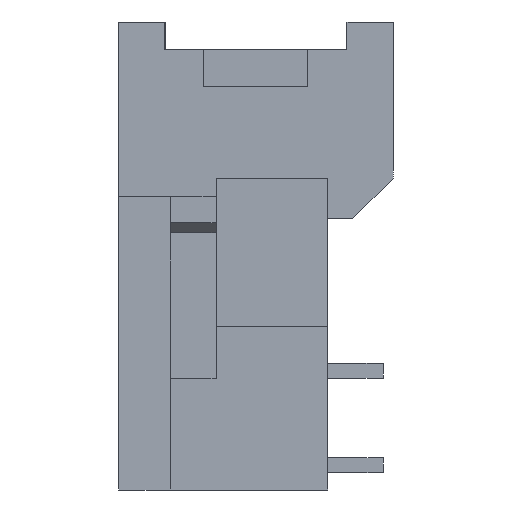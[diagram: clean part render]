
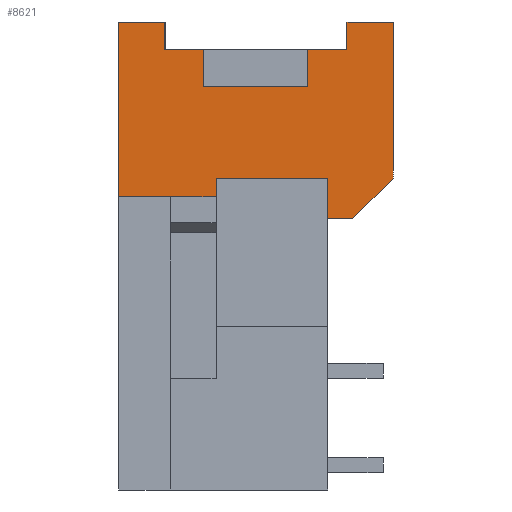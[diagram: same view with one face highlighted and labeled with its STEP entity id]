
A CAD part, left-side view. The second image highlights one B-rep face of the part: STEP entity #8621.
In plain terms, the highlighted planar face has unit normal (-1, 0, 0).
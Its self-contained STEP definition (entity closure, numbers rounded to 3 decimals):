
#1260=DIRECTION('',(0.,-1.,0.));
#1261=VECTOR('',#1260,6.);
#1262=CARTESIAN_POINT('',(-43.75,2.15,-8.4));
#1263=LINE('',#1262,#1261);
#1264=DIRECTION('',(0.,0.,1.));
#1265=VECTOR('',#1264,1.);
#1266=CARTESIAN_POINT('',(-43.75,2.15,-9.4));
#1267=LINE('',#1266,#1265);
#1268=DIRECTION('',(0.,-1.,0.));
#1269=VECTOR('',#1268,5.25);
#1270=CARTESIAN_POINT('',(-43.75,7.4,-9.4));
#1271=LINE('',#1270,#1269);
#1272=DIRECTION('',(0.,0.,-1.));
#1273=VECTOR('',#1272,9.4);
#1274=CARTESIAN_POINT('',(-43.75,7.4,0.));
#1275=LINE('',#1274,#1273);
#1276=DIRECTION('',(0.,1.,0.));
#1277=VECTOR('',#1276,2.5);
#1278=CARTESIAN_POINT('',(-43.75,4.9,0.));
#1279=LINE('',#1278,#1277);
#1280=DIRECTION('',(0.,0.,1.));
#1281=VECTOR('',#1280,1.5);
#1282=CARTESIAN_POINT('',(-43.75,4.9,-1.5));
#1283=LINE('',#1282,#1281);
#1284=DIRECTION('',(0.,1.,0.));
#1285=VECTOR('',#1284,2.1);
#1286=CARTESIAN_POINT('',(-43.75,2.8,-1.5));
#1287=LINE('',#1286,#1285);
#1288=DIRECTION('',(0.,1.,0.));
#1289=VECTOR('',#1288,5.6);
#1290=CARTESIAN_POINT('',(-43.75,-2.8,-3.5));
#1291=LINE('',#1290,#1289);
#1292=DIRECTION('',(0.,0.,-1.));
#1293=VECTOR('',#1292,2.);
#1294=CARTESIAN_POINT('',(-43.75,-2.8,-1.5));
#1295=LINE('',#1294,#1293);
#1296=DIRECTION('',(0.,1.,0.));
#1297=VECTOR('',#1296,2.1);
#1298=CARTESIAN_POINT('',(-43.75,-4.9,-1.5));
#1299=LINE('',#1298,#1297);
#1300=DIRECTION('',(0.,0.,-1.));
#1301=VECTOR('',#1300,1.5);
#1302=CARTESIAN_POINT('',(-43.75,-4.9,0.));
#1303=LINE('',#1302,#1301);
#1304=DIRECTION('',(0.,1.,0.));
#1305=VECTOR('',#1304,2.5);
#1306=CARTESIAN_POINT('',(-43.75,-7.4,0.));
#1307=LINE('',#1306,#1305);
#1308=DIRECTION('',(0.,-0.707,0.707));
#1309=VECTOR('',#1308,3.111);
#1310=CARTESIAN_POINT('',(-43.75,-5.2,-10.6));
#1311=LINE('',#1310,#1309);
#1312=DIRECTION('',(0.,0.,-1.));
#1313=VECTOR('',#1312,2.2);
#1314=CARTESIAN_POINT('',(-43.75,-3.85,-8.4));
#1315=LINE('',#1314,#1313);
#2138=DIRECTION('',(0.,0.,-1.));
#2139=VECTOR('',#2138,8.4);
#2140=CARTESIAN_POINT('',(-43.75,-7.4,0.));
#2141=LINE('',#2140,#2139);
#2218=DIRECTION('',(0.,1.,0.));
#2219=VECTOR('',#2218,1.35);
#2220=CARTESIAN_POINT('',(-43.75,-5.2,-10.6));
#2221=LINE('',#2220,#2219);
#3234=DIRECTION('',(0.,0.,-1.));
#3235=VECTOR('',#3234,2.);
#3236=CARTESIAN_POINT('',(-43.75,2.8,-1.5));
#3237=LINE('',#3236,#3235);
#6264=CARTESIAN_POINT('',(-43.75,2.15,-8.4));
#6265=CARTESIAN_POINT('',(-43.75,-3.85,-8.4));
#6266=VERTEX_POINT('',#6264);
#6267=VERTEX_POINT('',#6265);
#6276=CARTESIAN_POINT('',(-43.75,-5.2,-10.6));
#6277=CARTESIAN_POINT('',(-43.75,-3.85,-10.6));
#6278=VERTEX_POINT('',#6276);
#6279=VERTEX_POINT('',#6277);
#6300=CARTESIAN_POINT('',(-43.75,4.9,0.));
#6302=VERTEX_POINT('',#6300);
#6310=CARTESIAN_POINT('',(-43.75,7.4,0.));
#6311=VERTEX_POINT('',#6310);
#6364=CARTESIAN_POINT('',(-43.75,-7.4,0.));
#6365=VERTEX_POINT('',#6364);
#6366=CARTESIAN_POINT('',(-43.75,-7.4,-8.4));
#6367=VERTEX_POINT('',#6366);
#6368=CARTESIAN_POINT('',(-43.75,-4.9,0.));
#6369=VERTEX_POINT('',#6368);
#6370=CARTESIAN_POINT('',(-43.75,-4.9,-1.5));
#6371=VERTEX_POINT('',#6370);
#6372=CARTESIAN_POINT('',(-43.75,-2.8,-1.5));
#6373=VERTEX_POINT('',#6372);
#6374=CARTESIAN_POINT('',(-43.75,-2.8,-3.5));
#6375=VERTEX_POINT('',#6374);
#6376=CARTESIAN_POINT('',(-43.75,2.8,-3.5));
#6377=VERTEX_POINT('',#6376);
#6378=CARTESIAN_POINT('',(-43.75,2.8,-1.5));
#6379=VERTEX_POINT('',#6378);
#6380=CARTESIAN_POINT('',(-43.75,4.9,-1.5));
#6381=VERTEX_POINT('',#6380);
#6382=CARTESIAN_POINT('',(-43.75,7.4,-9.4));
#6383=VERTEX_POINT('',#6382);
#6384=CARTESIAN_POINT('',(-43.75,2.15,-9.4));
#6385=VERTEX_POINT('',#6384);
#8583=CARTESIAN_POINT('',(-43.75,7.4,-10.6));
#8584=DIRECTION('',(-1.,0.,0.));
#8585=DIRECTION('',(0.,-1.,0.));
#8586=AXIS2_PLACEMENT_3D('',#8583,#8584,#8585);
#8587=PLANE('',#8586);
#8589=ORIENTED_EDGE('',*,*,#8588,.F.);
#8591=ORIENTED_EDGE('',*,*,#8590,.F.);
#8592=ORIENTED_EDGE('',*,*,#8572,.F.);
#8593=ORIENTED_EDGE('',*,*,#7233,.F.);
#8595=ORIENTED_EDGE('',*,*,#8594,.F.);
#8597=ORIENTED_EDGE('',*,*,#8596,.F.);
#8599=ORIENTED_EDGE('',*,*,#8598,.F.);
#8601=ORIENTED_EDGE('',*,*,#8600,.T.);
#8603=ORIENTED_EDGE('',*,*,#8602,.F.);
#8605=ORIENTED_EDGE('',*,*,#8604,.F.);
#8607=ORIENTED_EDGE('',*,*,#8606,.F.);
#8609=ORIENTED_EDGE('',*,*,#8608,.F.);
#8611=ORIENTED_EDGE('',*,*,#8610,.F.);
#8613=ORIENTED_EDGE('',*,*,#8612,.T.);
#8615=ORIENTED_EDGE('',*,*,#8614,.F.);
#8617=ORIENTED_EDGE('',*,*,#8616,.T.);
#8618=ORIENTED_EDGE('',*,*,#8320,.F.);
#8619=EDGE_LOOP('',(#8589,#8591,#8592,#8593,#8595,#8597,#8599,#8601,#8603,#8605,
#8607,#8609,#8611,#8613,#8615,#8617,#8618));
#8620=FACE_OUTER_BOUND('',#8619,.F.);
#7233=EDGE_CURVE('',#6311,#6383,#1275,.T.);
#8320=EDGE_CURVE('',#6267,#6279,#1315,.T.);
#8572=EDGE_CURVE('',#6383,#6385,#1271,.T.);
#8588=EDGE_CURVE('',#6266,#6267,#1263,.T.);
#8590=EDGE_CURVE('',#6385,#6266,#1267,.T.);
#8594=EDGE_CURVE('',#6302,#6311,#1279,.T.);
#8596=EDGE_CURVE('',#6381,#6302,#1283,.T.);
#8598=EDGE_CURVE('',#6379,#6381,#1287,.T.);
#8600=EDGE_CURVE('',#6379,#6377,#3237,.T.);
#8602=EDGE_CURVE('',#6375,#6377,#1291,.T.);
#8604=EDGE_CURVE('',#6373,#6375,#1295,.T.);
#8606=EDGE_CURVE('',#6371,#6373,#1299,.T.);
#8608=EDGE_CURVE('',#6369,#6371,#1303,.T.);
#8610=EDGE_CURVE('',#6365,#6369,#1307,.T.);
#8612=EDGE_CURVE('',#6365,#6367,#2141,.T.);
#8614=EDGE_CURVE('',#6278,#6367,#1311,.T.);
#8616=EDGE_CURVE('',#6278,#6279,#2221,.T.);
#8621=ADVANCED_FACE('',(#8620),#8587,.T.);
